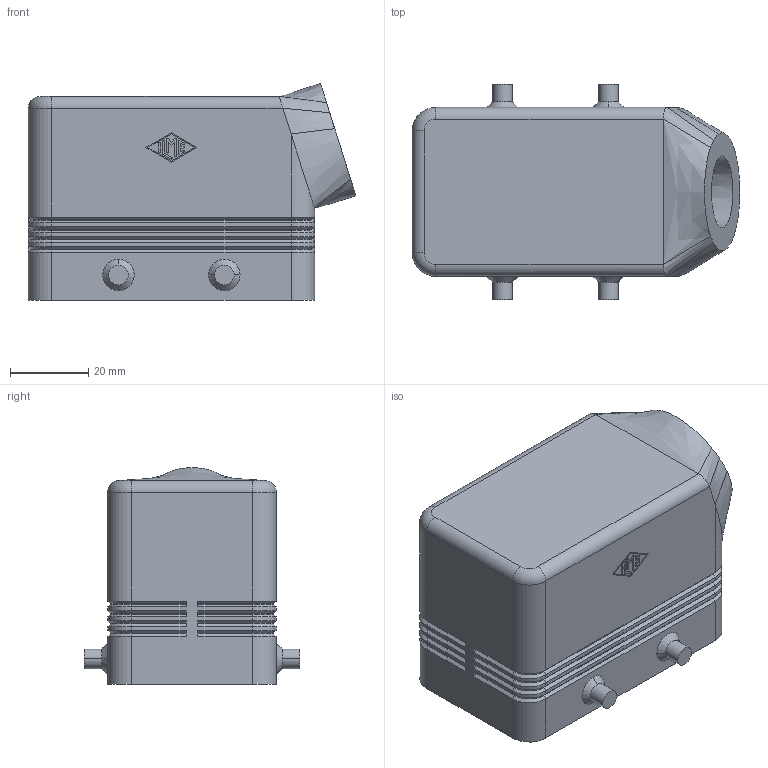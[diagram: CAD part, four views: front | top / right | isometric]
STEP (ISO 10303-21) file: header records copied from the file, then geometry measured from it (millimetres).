
FILE_DESCRIPTION(('Creo Elements/Direct Modeling STEP Export'),'2;1');
FILE_NAME('CHOT_10_4.stp','2012-12-18T14:18:12',(''),(''),'Creo Elements/Direct Modeling STEP processor for AP214 (Solid Model)','Creo Elements/Direct Modeling 18.0B 02-Dec-2011 (C) Parametric Technology GmbH','');
FILE_SCHEMA(('AUTOMOTIVE_DESIGN { 1 0 10303 214 1 1 1 1 }'));
Length unit declared in the file: millimetre
Products named in the file (1): MSBO6321
Bounding box: 83.49 x 55 x 55.3 mm (x, y, z)
Volume: 56017.7 mm3; surface area: 29354.1 mm2
Topology: 1 solids, 1 shells, 321 faces, 785 edges, 477 vertices
Faces by surface type: plane 174, cylinder 87, cone 50, bspline 8, torus 2
Entity records: 11757 total; most frequent: CARTESIAN_POINT 1809, ORIENTED_EDGE 1554, DIRECTION 1498, EDGE_CURVE 777, VECTOR 548, LINE 548, VERTEX_POINT 477, AXIS2_PLACEMENT_3D 475
